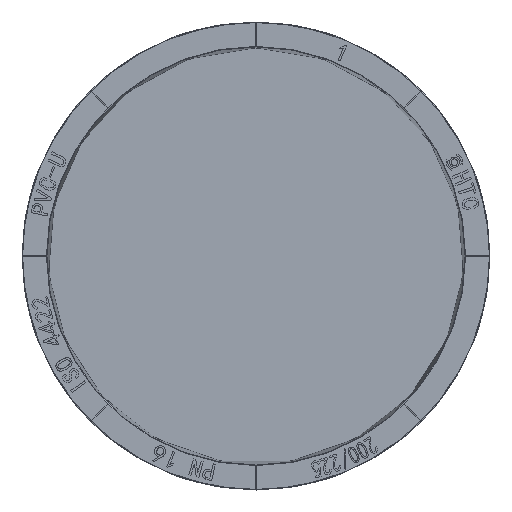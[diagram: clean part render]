
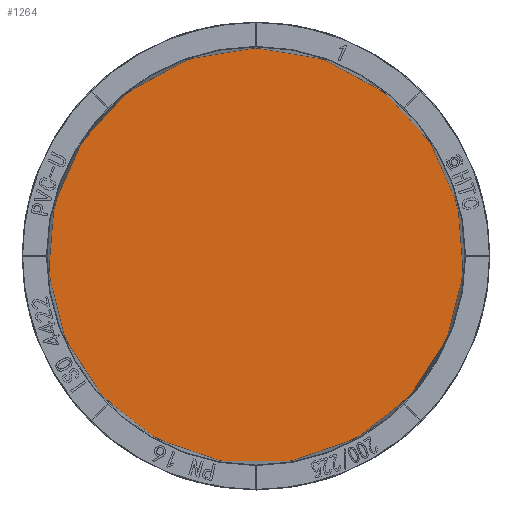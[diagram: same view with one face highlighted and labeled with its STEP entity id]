
A CAD part, front view. The second image highlights one B-rep face of the part: STEP entity #1264.
In plain terms, the highlighted planar face has unit normal (0, -1, 0).
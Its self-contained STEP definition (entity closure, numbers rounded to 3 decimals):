
#85=FACE_OUTER_BOUND('',#6067,.T.);
#1264=ADVANCED_FACE('',(#85),#2455,.F.);
#2455=PLANE('',#22073);
#3630=CIRCLE('',#22072,99.975);
#6067=EDGE_LOOP('',(#8156));
#8156=ORIENTED_EDGE('',*,*,#17275,.T.);
#14992=VERTEX_POINT('',#32218);
#17275=EDGE_CURVE('',#14992,#14992,#3630,.T.);
#22072=AXIS2_PLACEMENT_3D('',#32217,#23361,#23362);
#22073=AXIS2_PLACEMENT_3D('',#32219,#23363,#23364);
#23361=DIRECTION('',(0.,-1.,0.));
#23362=DIRECTION('',(0.,0.,1.));
#23363=DIRECTION('',(0.,1.,0.));
#23364=DIRECTION('',(0.,0.,1.));
#32217=CARTESIAN_POINT('',(4480.138,3013.422,0.));
#32218=CARTESIAN_POINT('',(4480.138,3013.422,99.975));
#32219=CARTESIAN_POINT('',(4480.138,3013.422,0.));
